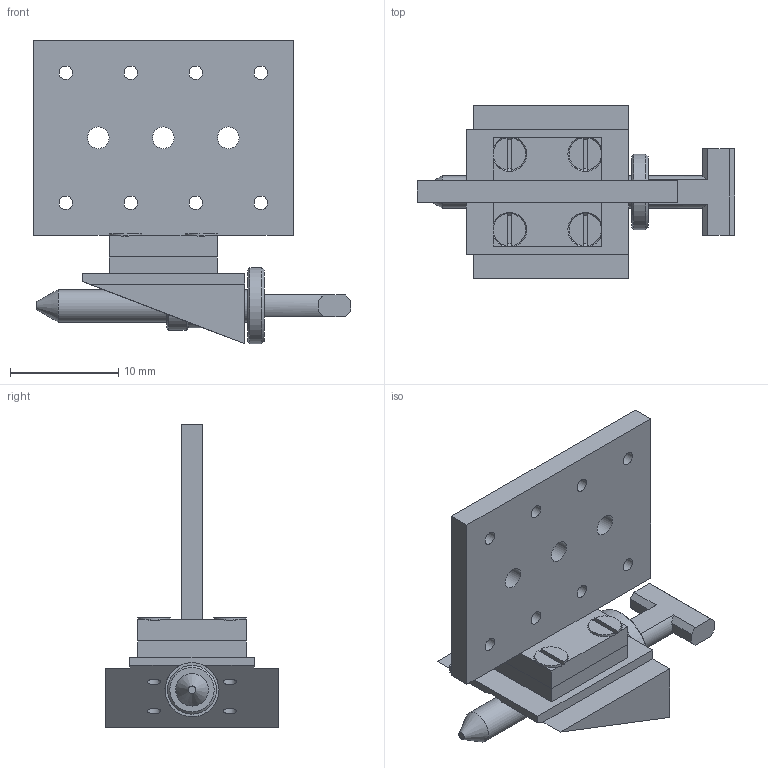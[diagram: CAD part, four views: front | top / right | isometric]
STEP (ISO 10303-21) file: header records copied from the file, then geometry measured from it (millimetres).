
FILE_DESCRIPTION(/* description */ (''),/* implementation_level */ '2;1');
FILE_NAME(/* name */ 'Transmission Mares sample holder.stp',/* time_stamp */ '2018-02-14T10:21:08+01:00',/* author */ (''),/* organization */ (''),/* preprocessor_version */ 'ST-DEVELOPER v16',/* originating_system */ 'SIEMENS PLM Software NX 10.0',/* authorisation */ '');
FILE_SCHEMA (('AUTOMOTIVE_DESIGN { 1 0 10303 214 3 1 1 1 }'));
Length unit declared in the file: millimetre
Products named in the file (6): BL29-ME-SXRS-EA02_A; BL29-ME-SXRS-EA07_A; BL29-ME-SXRS-EA03_A; BL29-ME-SXRS-EA01_A; DIN 963 M1,6 x 4_A; Transmission Mares sample holder
Assembly tree (8 placements, depth 2):
  Transmission Mares sample holder
    DIN 963 M1,6 x 4_A  x4
    BL29-ME-SXRS-EA01_A
    BL29-ME-SXRS-EA03_A
    BL29-ME-SXRS-EA07_A
    BL29-ME-SXRS-EA02_A
Bounding box: 29.3 x 16 x 28 mm (x, y, z)
Volume: 2114.4 mm3; surface area: 2952.8 mm2
Topology: 8 solids, 8 shells, 143 faces, 376 edges, 249 vertices
Faces by surface type: plane 76, cylinder 40, cone 23, torus 4
Full cylindrical faces by diameter (mm): 1.25 x12, 1.6 x4, 1.8 x4, 2 x3, 2.5 x1, 3 x1, 3.2 x1, 4.1 x1, 4.5 x1, 5 x1, 7 x1
Entity records: 3214 total; most frequent: CARTESIAN_POINT 561, DIRECTION 525, ORIENTED_EDGE 438, EDGE_CURVE 219, AXIS2_PLACEMENT_3D 203, EDGE_LOOP 191, VERTEX_POINT 166, FACE_BOUND 141
